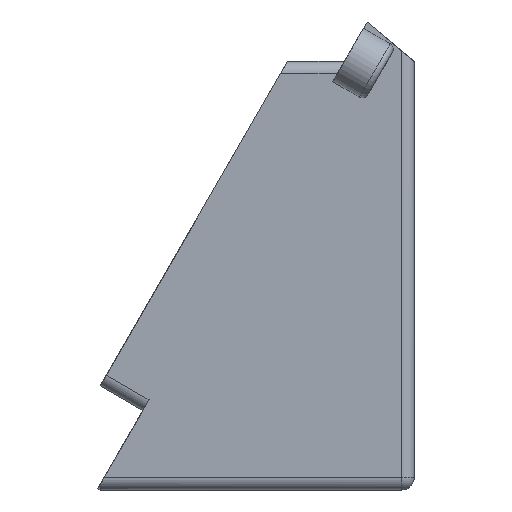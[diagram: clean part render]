
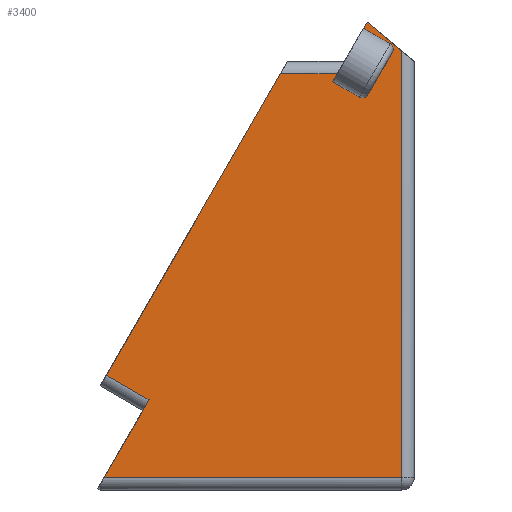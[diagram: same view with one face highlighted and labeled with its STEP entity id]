
A CAD part, left-side view. The second image highlights one B-rep face of the part: STEP entity #3400.
In plain terms, the highlighted planar face has unit normal (-1, 0, 0).
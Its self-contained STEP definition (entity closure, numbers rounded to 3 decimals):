
#132=CARTESIAN_POINT('Vertex',(-57.3,-3.,35.567)) ;
#172=CARTESIAN_POINT('Vertex',(-57.3,2.639,40.299)) ;
#175=CARTESIAN_POINT('Line Origine',(-57.3,-0.18,37.933)) ;
#194=CARTESIAN_POINT('Line Origine',(-57.3,-3.,2.294)) ;
#198=CARTESIAN_POINT('Vertex',(-57.3,-3.,-33.711)) ;
#239=CARTESIAN_POINT('Line Origine',(-57.3,20.5,-33.711)) ;
#243=CARTESIAN_POINT('Vertex',(-57.3,45.369,-33.711)) ;
#345=CARTESIAN_POINT('Line Origine',(-57.3,41.72,-27.392)) ;
#349=CARTESIAN_POINT('Vertex',(-57.3,38.072,-21.073)) ;
#548=CARTESIAN_POINT('Vertex',(-57.3,45.,-17.073)) ;
#558=CARTESIAN_POINT('Line Origine',(-57.3,23.172,-29.675)) ;
#575=CARTESIAN_POINT('Line Origine',(-57.3,30.866,7.408)) ;
#579=CARTESIAN_POINT('Vertex',(-57.3,16.732,31.889)) ;
#618=CARTESIAN_POINT('Line Origine',(-57.3,21.5,31.889)) ;
#622=CARTESIAN_POINT('Vertex',(-57.3,7.494,31.889)) ;
#3040=CARTESIAN_POINT('Line Origine',(-57.3,7.867,31.244)) ;
#3044=CARTESIAN_POINT('Vertex',(-57.3,8.239,30.599)) ;
#3065=CARTESIAN_POINT('Vertex',(-57.3,3.239,39.26)) ;
#3068=CARTESIAN_POINT('Line Origine',(-57.3,2.939,39.779)) ;
#3346=CARTESIAN_POINT('Axis2P3D Location',(-57.3,-5.,33.889)) ;
#3351=CARTESIAN_POINT('Axis2P3D Location',(-57.3,3.409,28.965)) ;
#3355=CARTESIAN_POINT('Vertex',(-57.3,3.909,28.099)) ;
#3357=CARTESIAN_POINT('Vertex',(-57.3,2.543,28.465)) ;
#3360=CARTESIAN_POINT('Line Origine',(-57.3,6.074,29.349)) ;
#3365=CARTESIAN_POINT('Line Origine',(-57.3,1.074,38.01)) ;
#3369=CARTESIAN_POINT('Vertex',(-57.3,-1.091,36.76)) ;
#3372=CARTESIAN_POINT('Axis2P3D Location',(-57.3,-0.591,35.894)) ;
#3376=CARTESIAN_POINT('Vertex',(-57.3,-1.457,35.394)) ;
#3379=CARTESIAN_POINT('Line Origine',(-57.3,0.543,31.93)) ;
#176=DIRECTION('Vector Direction',(0.,0.766,0.643)) ;
#195=DIRECTION('Vector Direction',(0.,0.,-1.)) ;
#240=DIRECTION('Vector Direction',(0.,1.,0.)) ;
#346=DIRECTION('Vector Direction',(0.,0.5,-0.866)) ;
#559=DIRECTION('Vector Direction',(0.,0.866,0.5)) ;
#576=DIRECTION('Vector Direction',(0.,0.5,-0.866)) ;
#619=DIRECTION('Vector Direction',(0.,1.,0.)) ;
#3041=DIRECTION('Vector Direction',(0.,0.5,-0.866)) ;
#3069=DIRECTION('Vector Direction',(0.,0.5,-0.866)) ;
#3347=DIRECTION('Axis2P3D Direction',(1.,-0.,0.)) ;
#3348=DIRECTION('Axis2P3D XDirection',(0.,0.,-1.)) ;
#3352=DIRECTION('Axis2P3D Direction',(1.,-0.,0.)) ;
#3361=DIRECTION('Vector Direction',(0.,-0.866,-0.5)) ;
#3366=DIRECTION('Vector Direction',(0.,-0.866,-0.5)) ;
#3373=DIRECTION('Axis2P3D Direction',(1.,-0.,0.)) ;
#3380=DIRECTION('Vector Direction',(0.,0.5,-0.866)) ;
#3349=AXIS2_PLACEMENT_3D('Plane Axis2P3D',#3346,#3347,#3348) ;
#3353=AXIS2_PLACEMENT_3D('Circle Axis2P3D',#3351,#3352,$) ;
#3374=AXIS2_PLACEMENT_3D('Circle Axis2P3D',#3372,#3373,$) ;
#3385=ORIENTED_EDGE('',*,*,#3359,.F.) ;
#3386=ORIENTED_EDGE('',*,*,#3364,.F.) ;
#3387=ORIENTED_EDGE('',*,*,#3046,.F.) ;
#3388=ORIENTED_EDGE('',*,*,#624,.T.) ;
#3389=ORIENTED_EDGE('',*,*,#581,.F.) ;
#3390=ORIENTED_EDGE('',*,*,#562,.F.) ;
#3391=ORIENTED_EDGE('',*,*,#351,.F.) ;
#3392=ORIENTED_EDGE('',*,*,#245,.F.) ;
#3393=ORIENTED_EDGE('',*,*,#200,.F.) ;
#3394=ORIENTED_EDGE('',*,*,#179,.T.) ;
#3395=ORIENTED_EDGE('',*,*,#3072,.F.) ;
#3396=ORIENTED_EDGE('',*,*,#3371,.T.) ;
#3397=ORIENTED_EDGE('',*,*,#3378,.F.) ;
#3398=ORIENTED_EDGE('',*,*,#3383,.T.) ;
#177=VECTOR('Line Direction',#176,1.) ;
#196=VECTOR('Line Direction',#195,1.) ;
#241=VECTOR('Line Direction',#240,1.) ;
#347=VECTOR('Line Direction',#346,1.) ;
#560=VECTOR('Line Direction',#559,1.) ;
#577=VECTOR('Line Direction',#576,1.) ;
#620=VECTOR('Line Direction',#619,1.) ;
#3042=VECTOR('Line Direction',#3041,1.) ;
#3070=VECTOR('Line Direction',#3069,1.) ;
#3362=VECTOR('Line Direction',#3361,1.) ;
#3367=VECTOR('Line Direction',#3366,1.) ;
#3381=VECTOR('Line Direction',#3380,1.) ;
#3400=ADVANCED_FACE('Corps principal',(#3399),#3350,.F.) ;
#3354=CIRCLE('generated circle',#3353,1.) ;
#3375=CIRCLE('generated circle',#3374,1.) ;
#179=EDGE_CURVE('',#133,#173,#178,.T.) ;
#200=EDGE_CURVE('',#133,#199,#197,.T.) ;
#245=EDGE_CURVE('',#199,#244,#242,.T.) ;
#351=EDGE_CURVE('',#244,#350,#348,.F.) ;
#562=EDGE_CURVE('',#350,#549,#561,.T.) ;
#581=EDGE_CURVE('',#549,#580,#578,.F.) ;
#624=EDGE_CURVE('',#623,#580,#621,.T.) ;
#3046=EDGE_CURVE('',#623,#3045,#3043,.T.) ;
#3072=EDGE_CURVE('',#3066,#173,#3071,.F.) ;
#3359=EDGE_CURVE('',#3356,#3358,#3354,.F.) ;
#3364=EDGE_CURVE('',#3045,#3356,#3363,.T.) ;
#3371=EDGE_CURVE('',#3066,#3370,#3368,.T.) ;
#3378=EDGE_CURVE('',#3377,#3370,#3375,.F.) ;
#3383=EDGE_CURVE('',#3377,#3358,#3382,.T.) ;
#3384=EDGE_LOOP('',(#3385,#3386,#3387,#3388,#3389,#3390,#3391,#3392,#3393,#3394,#3395,#3396,#3397,#3398)) ;
#3399=FACE_OUTER_BOUND('',#3384,.T.) ;
#178=LINE('Line',#175,#177) ;
#197=LINE('Line',#194,#196) ;
#242=LINE('Line',#239,#241) ;
#348=LINE('Line',#345,#347) ;
#561=LINE('Line',#558,#560) ;
#578=LINE('Line',#575,#577) ;
#621=LINE('Line',#618,#620) ;
#3043=LINE('Line',#3040,#3042) ;
#3071=LINE('Line',#3068,#3070) ;
#3363=LINE('Line',#3360,#3362) ;
#3368=LINE('Line',#3365,#3367) ;
#3382=LINE('Line',#3379,#3381) ;
#3350=PLANE('',#3349) ;
#133=VERTEX_POINT('',#132) ;
#173=VERTEX_POINT('',#172) ;
#199=VERTEX_POINT('',#198) ;
#244=VERTEX_POINT('',#243) ;
#350=VERTEX_POINT('',#349) ;
#549=VERTEX_POINT('',#548) ;
#580=VERTEX_POINT('',#579) ;
#623=VERTEX_POINT('',#622) ;
#3045=VERTEX_POINT('',#3044) ;
#3066=VERTEX_POINT('',#3065) ;
#3356=VERTEX_POINT('',#3355) ;
#3358=VERTEX_POINT('',#3357) ;
#3370=VERTEX_POINT('',#3369) ;
#3377=VERTEX_POINT('',#3376) ;
